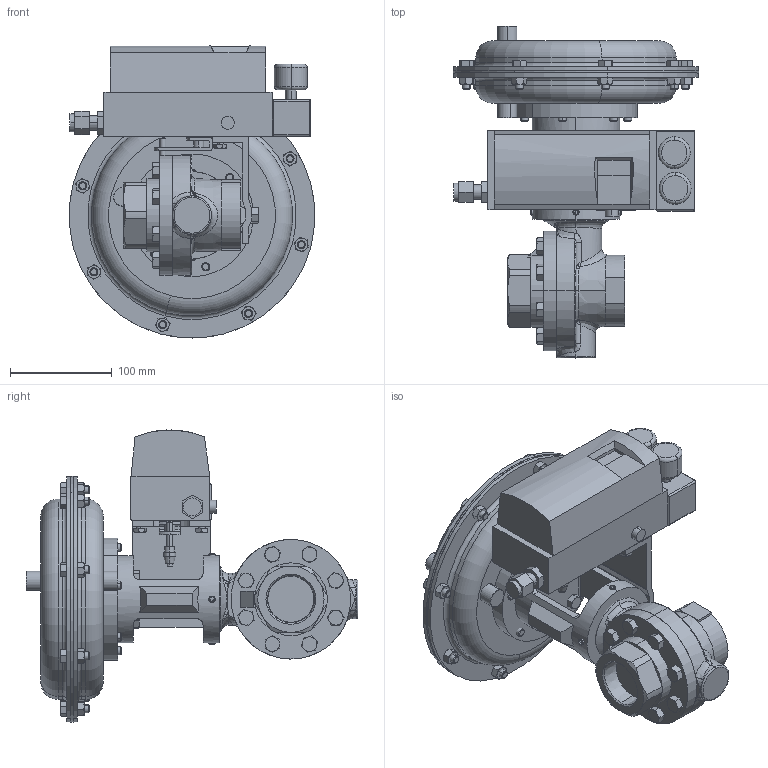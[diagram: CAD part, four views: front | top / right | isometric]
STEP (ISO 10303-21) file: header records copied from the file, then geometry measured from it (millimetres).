
FILE_DESCRIPTION (( 'STEP AP203' ), '1' );
FILE_NAME ('70SP-150-DI+BR-PT-35M-16IQ.STEP', '2017-09-11T19:22:22', ( '' ), ( '' ), 'SwSTEP 2.0', 'SolidWorks 2014', '' );
FILE_SCHEMA (( 'CONFIG_CONTROL_DESIGN' ));
Length unit declared in the file: inch
Products named in the file (1): 70SP-150-DI+BR-PT-35M-16IQ
Bounding box: 240.92 x 325.67 x 286.54 mm (x, y, z)
Volume: 4841189.2 mm3; surface area: 618813.5 mm2
Topology: 54 solids, 54 shells, 1125 faces, 2466 edges, 1483 vertices
Faces by surface type: plane 510, cone 374, cylinder 181, torus 29, bspline 29, sphere 2
Entity records: 34678 total; most frequent: CARTESIAN_POINT 11000, ORIENTED_EDGE 4896, DIRECTION 4763, EDGE_CURVE 2448, AXIS2_PLACEMENT_3D 1877, VERTEX_POINT 1483, EDGE_LOOP 1181, FACE_OUTER_BOUND 1125
